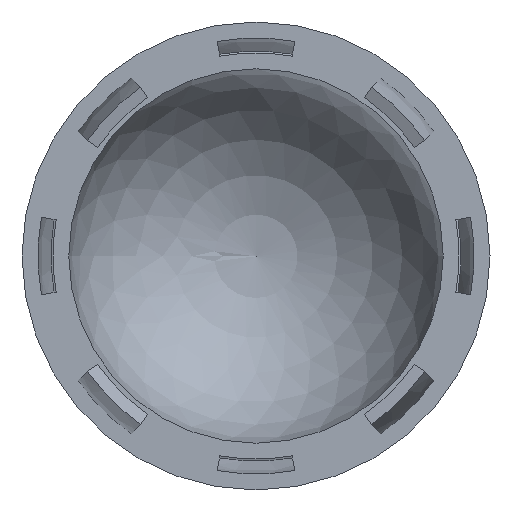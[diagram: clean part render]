
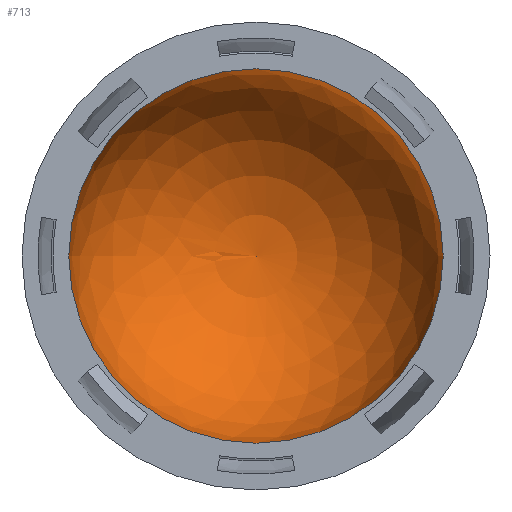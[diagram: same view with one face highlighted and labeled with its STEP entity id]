
A CAD part, top view. The second image highlights one B-rep face of the part: STEP entity #713.
In plain terms, the highlighted spherical face has radius 40 mm.
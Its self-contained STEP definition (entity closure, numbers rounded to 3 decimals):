
#154=FACE_OUTER_BOUND('',#206,.T.);
#206=EDGE_LOOP('',(#646,#647,#648,#649));
#274=CIRCLE('',#836,40.);
#275=CIRCLE('',#837,40.);
#276=CIRCLE('',#839,40.);
#344=VERTEX_POINT('',#1308);
#345=VERTEX_POINT('',#1309);
#346=VERTEX_POINT('',#1313);
#446=EDGE_CURVE('',#344,#345,#274,.T.);
#447=EDGE_CURVE('',#345,#344,#275,.T.);
#448=EDGE_CURVE('',#346,#345,#276,.T.);
#646=ORIENTED_EDGE('',*,*,#446,.T.);
#647=ORIENTED_EDGE('',*,*,#448,.F.);
#648=ORIENTED_EDGE('',*,*,#448,.T.);
#649=ORIENTED_EDGE('',*,*,#447,.T.);
#670=SPHERICAL_SURFACE('',#838,40.);
#713=ADVANCED_FACE('',(#154),#670,.F.);
#836=AXIS2_PLACEMENT_3D('',#1310,#1090,#1091);
#837=AXIS2_PLACEMENT_3D('',#1311,#1092,#1093);
#838=AXIS2_PLACEMENT_3D('',#1312,#1094,#1095);
#839=AXIS2_PLACEMENT_3D('',#1314,#1096,#1097);
#1090=DIRECTION('center_axis',(0.,0.,1.));
#1091=DIRECTION('ref_axis',(0.,-1.,0.));
#1092=DIRECTION('center_axis',(0.,0.,1.));
#1093=DIRECTION('ref_axis',(0.,-1.,0.));
#1094=DIRECTION('center_axis',(0.,0.,1.));
#1095=DIRECTION('ref_axis',(1.,0.,0.));
#1096=DIRECTION('center_axis',(0.,1.,0.));
#1097=DIRECTION('ref_axis',(-1.,0.,0.));
#1308=CARTESIAN_POINT('',(0.,40.,0.));
#1309=CARTESIAN_POINT('',(-40.,0.,0.));
#1310=CARTESIAN_POINT('Origin',(0.,0.,0.));
#1311=CARTESIAN_POINT('Origin',(0.,0.,0.));
#1312=CARTESIAN_POINT('Origin',(0.,0.,0.));
#1313=CARTESIAN_POINT('',(0.,0.,-40.));
#1314=CARTESIAN_POINT('Origin',(0.,0.,0.));
